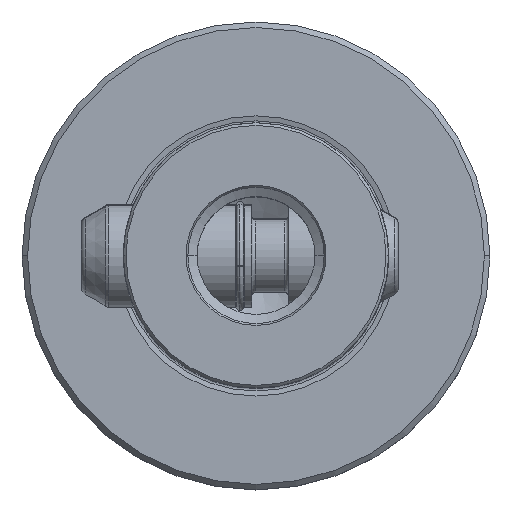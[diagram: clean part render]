
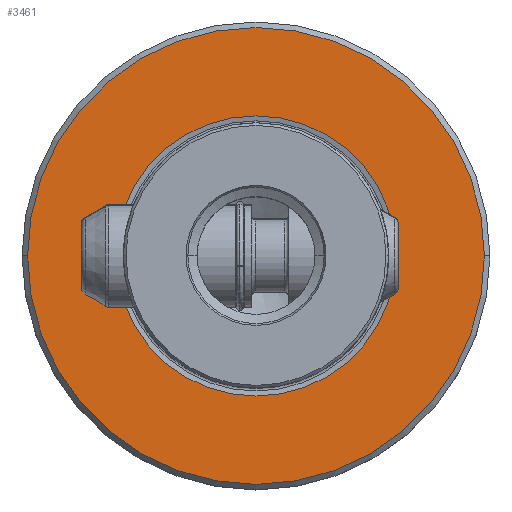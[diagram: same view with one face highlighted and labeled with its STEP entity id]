
A CAD part, top view. The second image highlights one B-rep face of the part: STEP entity #3461.
In plain terms, the highlighted planar face has unit normal (0, 0, 1).
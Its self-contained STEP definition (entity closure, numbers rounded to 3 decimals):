
#2227=EDGE_CURVE('NONE',#5053,#4339,#5915,.F.);
#2311=VERTEX_POINT('NONE',#6007);
#2395=EDGE_CURVE('NONE',#5215,#2311,#6102,.T.);
#3461=ADVANCED_FACE('NONE',(#7291,#7292),#7293,.T.);
#4269=EDGE_CURVE('NONE',#4339,#5053,#8177,.T.);
#4339=VERTEX_POINT('NONE',#8254);
#4365=EDGE_CURVE('NONE',#2311,#5215,#8282,.T.);
#5053=VERTEX_POINT('NONE',#9051);
#5215=VERTEX_POINT('NONE',#9224);
#5915=CIRCLE('',#12202,19.012);
#6007=CARTESIAN_POINT('',(31.0,0.,0.0));
#6102=CIRCLE('',#14616,31.0);
#7291=FACE_OUTER_BOUND('',#38059,.T.);
#7292=FACE_BOUND('',#38060,.T.);
#7293=PLANE('',#38061);
#8177=CIRCLE('',#44858,19.012);
#8254=CARTESIAN_POINT('',(19.012,0.,0.0));
#8282=CIRCLE('',#49065,31.0);
#9051=CARTESIAN_POINT('',(-19.012,0.,0.0));
#9224=CARTESIAN_POINT('',(-31.0,0.,0.0));
#12202=AXIS2_PLACEMENT_3D('',#69401,#69402,#69403);
#14616=AXIS2_PLACEMENT_3D('',#69625,#69626,#69627);
#38059=EDGE_LOOP('',(#71110,#71111));
#38060=EDGE_LOOP('',(#71112,#71113));
#38061=AXIS2_PLACEMENT_3D('',#71114,#71115,#71116);
#44858=AXIS2_PLACEMENT_3D('',#72082,#72083,#72084);
#49065=AXIS2_PLACEMENT_3D('',#72182,#72183,#72184);
#69401=CARTESIAN_POINT('',(0.0,0.0,0.0));
#69402=DIRECTION('',(0.0,0.0,-1.0));
#69403=DIRECTION('',(1.0,0.,0.0));
#69625=CARTESIAN_POINT('',(0.0,0.0,0.0));
#69626=DIRECTION('',(0.0,0.0,-1.0));
#69627=DIRECTION('',(-1.0,0.,0.0));
#71110=ORIENTED_EDGE('',*,*,#2395,.F.);
#71111=ORIENTED_EDGE('',*,*,#4365,.F.);
#71112=ORIENTED_EDGE('',*,*,#4269,.F.);
#71113=ORIENTED_EDGE('',*,*,#2227,.F.);
#71114=CARTESIAN_POINT('',(-18.0,0.0,0.0));
#71115=DIRECTION('',(-0.0,0.0,1.0));
#71116=DIRECTION('',(0.0,1.0,0.0));
#72082=CARTESIAN_POINT('',(0.0,0.0,0.0));
#72083=DIRECTION('',(-0.0,0.0,1.0));
#72084=DIRECTION('',(1.0,0.,0.0));
#72182=CARTESIAN_POINT('',(0.0,0.0,0.0));
#72183=DIRECTION('',(0.0,0.0,-1.0));
#72184=DIRECTION('',(-1.0,0.,0.0));
